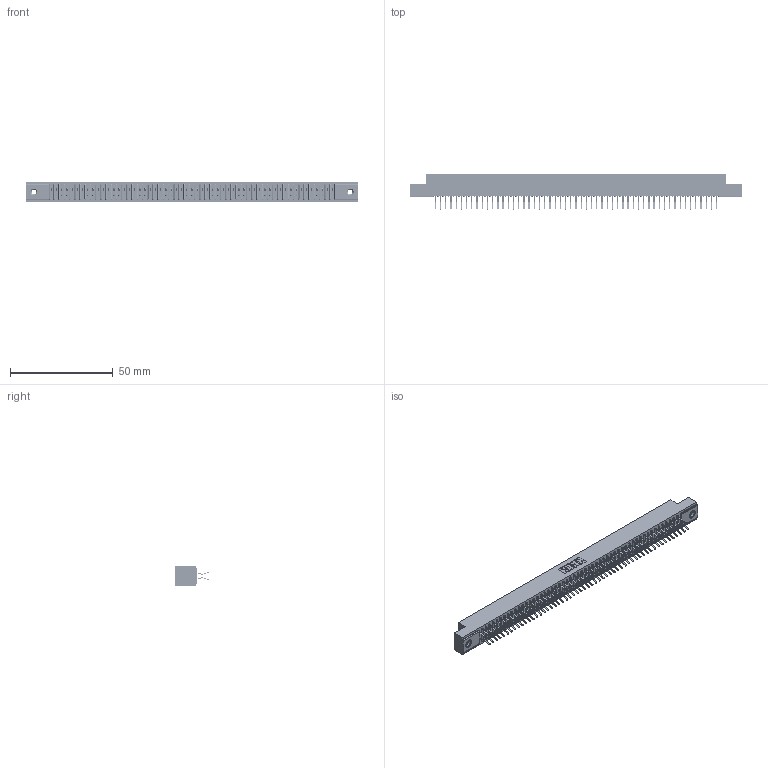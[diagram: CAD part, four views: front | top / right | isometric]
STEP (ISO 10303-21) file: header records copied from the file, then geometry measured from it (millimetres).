
FILE_DESCRIPTION (( 'STEP AP203' ), '1' );
FILE_NAME ('391-110-556-208.STEP', '2018-08-09T21:56:02', ( '' ), ( '' ), 'SwSTEP 2.0', 'SolidWorks 2016', '' );
FILE_SCHEMA (( 'CONFIG_CONTROL_DESIGN' ));
Length unit declared in the file: inch
Products named in the file (4): 341 Part_.156 (3.96) Dia Mounting Holes; 341-292-001_341-292-156; 345-250-001_345-250-003-102; 391-110-556-208
Assembly tree (113 placements, depth 2):
  391-110-556-208
    341 Part_.156 (3.96) Dia Mounting Holes
    341-292-001_341-292-156  x110
    345-250-001_345-250-003-102  x2
Bounding box: 161.93 x 17.07 x 10.16 mm (x, y, z)
Volume: 921.7 mm3; surface area: 21986.3 mm2
Topology: 112 solids, 113 shells, 7874 faces, 22837 edges, 14810 vertices
Faces by surface type: plane 4498, cylinder 3140, sphere 112, torus 112, cone 12
Entity records: 66155 total; most frequent: CARTESIAN_POINT 10980, ORIENTED_EDGE 10906, DIRECTION 10661, EDGE_CURVE 5453, LINE 4411, VECTOR 4411, VERTEX_POINT 3444, AXIS2_PLACEMENT_3D 3125
